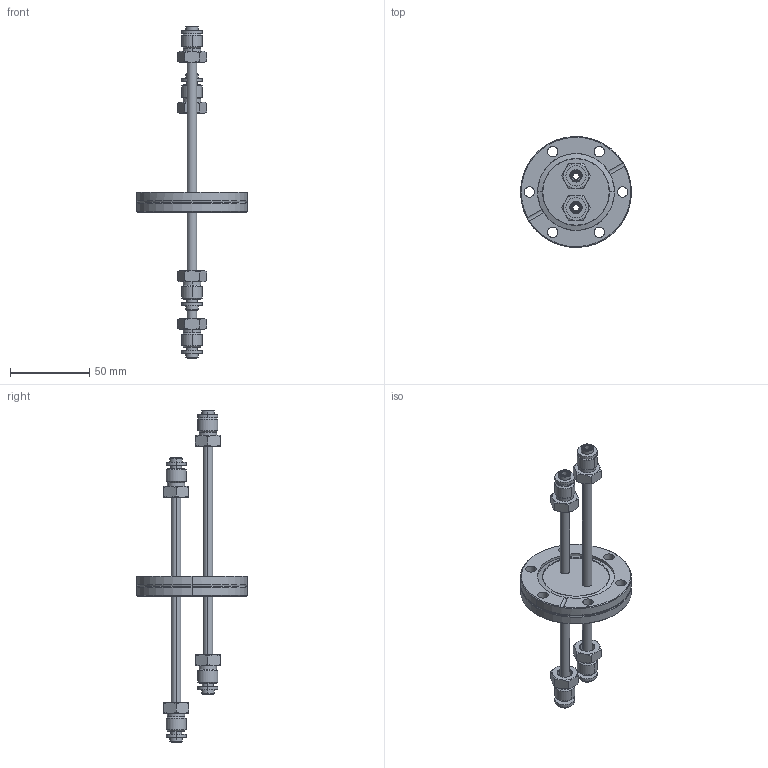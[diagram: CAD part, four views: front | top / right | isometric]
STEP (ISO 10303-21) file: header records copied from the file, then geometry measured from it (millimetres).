
FILE_DESCRIPTION (( 'STEP AP214' ), '1' );
FILE_NAME ('420XFL040-2-VV.stp', '2017-06-01T05:23:12', ( '' ), ( '' ), 'SwSTEP 2.0', 'SolidWorks 2015', '' );
FILE_SCHEMA (( 'AUTOMOTIVE_DESIGN' ));
Length unit declared in the file: millimetre
Products named in the file (1): 420XFL040-2-VV
Bounding box: 69.9 x 69.9 x 209 mm (x, y, z)
Volume: 56365.5 mm3; surface area: 30187.4 mm2
Topology: 5 solids, 5 shells, 283 faces, 624 edges, 375 vertices
Faces by surface type: cone 121, cylinder 88, plane 60, torus 14
Entity records: 11352 total; most frequent: CARTESIAN_POINT 1823, DIRECTION 1423, ORIENTED_EDGE 1248, EDGE_CURVE 624, AXIS2_PLACEMENT_3D 619, VERTEX_POINT 375, CIRCLE 335, EDGE_LOOP 331
